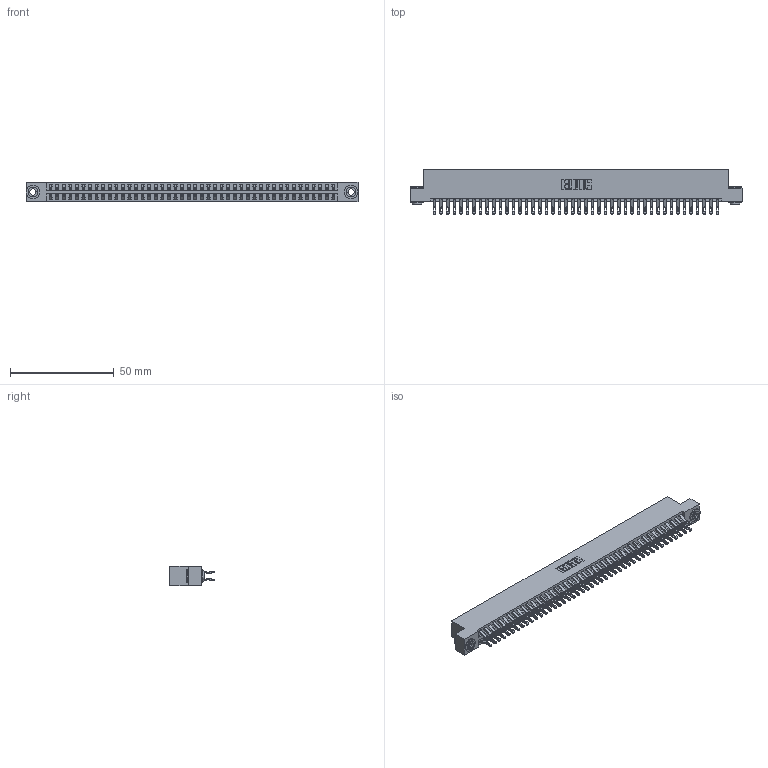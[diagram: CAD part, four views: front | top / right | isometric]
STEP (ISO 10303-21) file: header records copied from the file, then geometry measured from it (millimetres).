
FILE_DESCRIPTION (( 'STEP AP203' ), '1' );
FILE_NAME ('346-088-555-203.STEP', '2022-05-26T01:34:54', ( '' ), ( '' ), 'SwSTEP 2.0', 'SolidWorks 2020', '' );
FILE_SCHEMA (( 'CONFIG_CONTROL_DESIGN' ));
Length unit declared in the file: inch
Products named in the file (4): 346-088-555-203; 346 Part_Flush Mounting Lugs - 0.156 Dia-TH; 345-250-002_345-250-002-102; 345-292-001_555 Tail
Assembly tree (91 placements, depth 2):
  346-088-555-203
    346 Part_Flush Mounting Lugs - 0.156 Dia-TH
    345-292-001_555 Tail  x88
    345-250-002_345-250-002-102  x2
Bounding box: 160.27 x 21.46 x 9.4 mm (x, y, z)
Volume: 15900.8 mm3; surface area: 23046.7 mm2
Topology: 91 solids, 91 shells, 5278 faces, 16545 edges, 11026 vertices
Faces by surface type: plane 3004, cylinder 2266, cone 8
Entity records: 29838 total; most frequent: CARTESIAN_POINT 4931, ORIENTED_EDGE 4826, DIRECTION 4395, EDGE_CURVE 2413, LINE 2061, VECTOR 2061, VERTEX_POINT 1606, AXIS2_PLACEMENT_3D 1167
